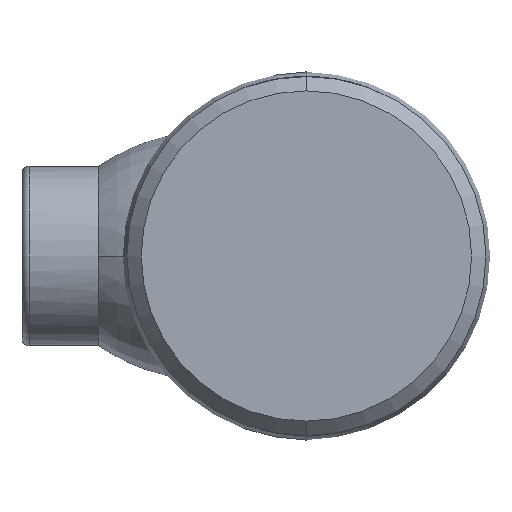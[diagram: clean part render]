
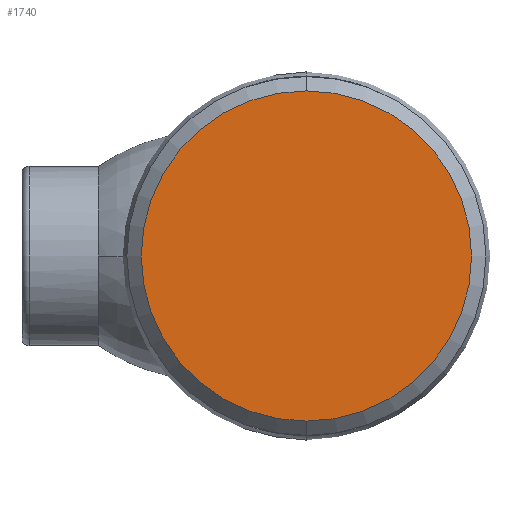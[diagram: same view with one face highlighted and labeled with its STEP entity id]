
A CAD part, left-side view. The second image highlights one B-rep face of the part: STEP entity #1740.
In plain terms, the highlighted planar face has unit normal (-1, 0, 0).
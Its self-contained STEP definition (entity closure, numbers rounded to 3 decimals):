
#195 = CARTESIAN_POINT ( 'NONE',  ( 0., 0., 0. ) ) ;
#220 = CARTESIAN_POINT ( 'NONE',  ( 0., 0., -23. ) ) ;
#268 = AXIS2_PLACEMENT_3D ( 'NONE', #195, #1784, #593 ) ;
#518 = AXIS2_PLACEMENT_3D ( 'NONE', #770, #2166, #961 ) ;
#593 = DIRECTION ( 'NONE',  ( 0., 0., -1. ) ) ;
#615 = EDGE_LOOP ( 'NONE', ( #1071, #1837 ) ) ;
#770 = CARTESIAN_POINT ( 'NONE',  ( 0., 0., 0. ) ) ;
#961 = DIRECTION ( 'NONE',  ( 0., 0., -1. ) ) ;
#1019 = EDGE_CURVE ( 'NONE', #2169, #1159, #2471, .T. ) ;
#1053 = CARTESIAN_POINT ( 'NONE',  ( 0., 0., 0. ) ) ;
#1071 = ORIENTED_EDGE ( 'NONE', *, *, #1019, .T. ) ;
#1090 = CARTESIAN_POINT ( 'NONE',  ( 0., 0., 23. ) ) ;
#1159 = VERTEX_POINT ( 'NONE', #1090 ) ;
#1250 = DIRECTION ( 'NONE',  ( 0., 0., -1. ) ) ;
#1406 = AXIS2_PLACEMENT_3D ( 'NONE', #1053, #2440, #1250 ) ;
#1583 = PLANE ( 'NONE',  #268 ) ;
#1675 = EDGE_CURVE ( 'NONE', #1159, #2169, #1783, .T. ) ;
#1740 = ADVANCED_FACE ( 'NONE', ( #2054 ), #1583, .F. ) ;
#1783 = CIRCLE ( 'NONE', #518, 23. ) ;
#1784 = DIRECTION ( 'NONE',  ( 1., 0., 0. ) ) ;
#1837 = ORIENTED_EDGE ( 'NONE', *, *, #1675, .T. ) ;
#2054 = FACE_OUTER_BOUND ( 'NONE', #615, .T. ) ;
#2166 = DIRECTION ( 'NONE',  ( -1., 0., 0. ) ) ;
#2169 = VERTEX_POINT ( 'NONE', #220 ) ;
#2440 = DIRECTION ( 'NONE',  ( -1., 0., 0. ) ) ;
#2471 = CIRCLE ( 'NONE', #1406, 23. ) ;
